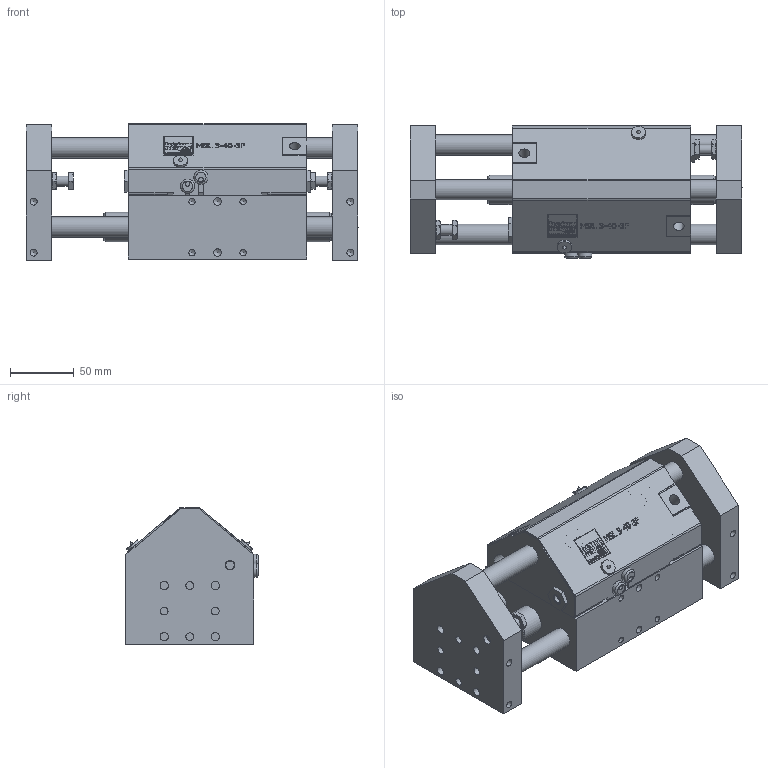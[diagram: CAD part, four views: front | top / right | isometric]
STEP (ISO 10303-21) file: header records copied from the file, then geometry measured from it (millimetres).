
FILE_DESCRIPTION((''),'2;1');
FILE_NAME('MSL3-40-3F.stp','2012-09-28T14:44:47',('hartung_david'),(''),'Autodesk Inventor 2012','Autodesk Inventor 2012','');
FILE_SCHEMA(('AUTOMOTIVE_DESIGN { 1 0 10303 214 1 1 1 1 }'));
Length unit declared in the file: millimetre
Products named in the file (3): MSL3-40-3F; MSL3-40-3F-010; MSL3-40-3F-020
Assembly tree (2 placements, depth 2):
  MSL3-40-3F
    MSL3-40-3F-010
    MSL3-40-3F-020
Bounding box: 260 x 103.5 x 107 mm (x, y, z)
Volume: 1617064.6 mm3; surface area: 268238.9 mm2
Topology: 2 solids, 30 shells, 1091 faces, 2824 edges, 1873 vertices
Faces by surface type: plane 559, bspline 250, cylinder 190, cone 88, torus 4
Full cylindrical faces by diameter (mm): 3.459 x2, 3.7 x2, 4 x2, 4.134 x2, 4.917 x12, 5.459 x12, 6 x14, 6.5 x2, 6.6 x8, 6.917 x2, 7 x2, 7.459 x8, 8 x18, 8.5 x2, 8.566 x2, 8.8 x2, 9.5 x2, 9.6 x4, 10.8 x2, 11 x10, 11.4 x2, 11.5 x2, 13.4 x2, 15 x6, 16 x12, 16.05 x2, 17 x2, 18.376 x2, 23 x2, 26 x4
Entity records: 34471 total; most frequent: CARTESIAN_POINT 9407, ORIENTED_EDGE 4968, DIRECTION 4063, EDGE_CURVE 2484, VERTEX_POINT 1779, EDGE_LOOP 1531, VECTOR 1489, LINE 1489
